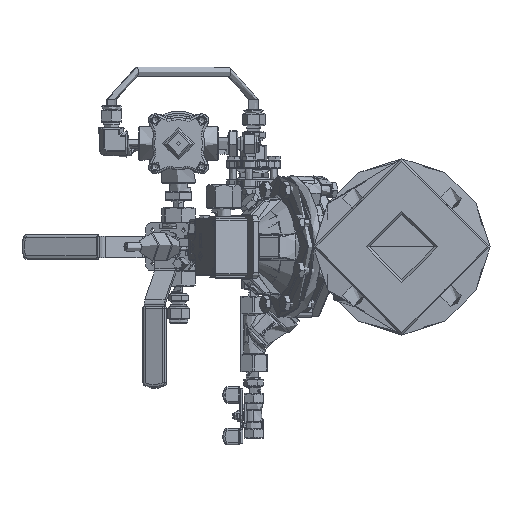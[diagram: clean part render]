
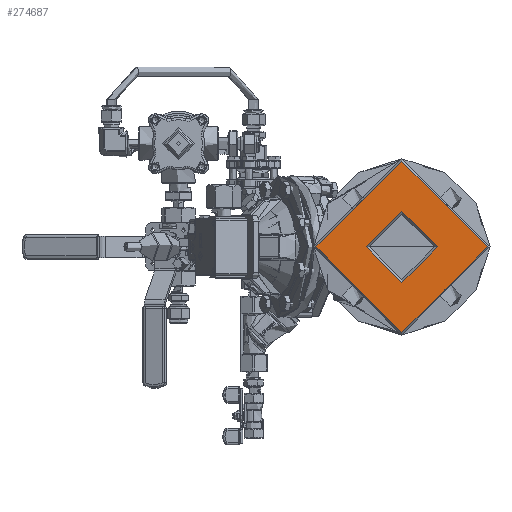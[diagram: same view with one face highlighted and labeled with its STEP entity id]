
A CAD part, left-side view. The second image highlights one B-rep face of the part: STEP entity #274687.
In plain terms, the highlighted planar face has unit normal (-1, 0, 0).
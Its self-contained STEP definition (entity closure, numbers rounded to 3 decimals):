
#6559 = DIRECTION ( 'NONE',  ( 0., 0., 1. ) ) ;
#10475 = EDGE_LOOP ( 'NONE', ( #52155 ) ) ;
#18632 = EDGE_LOOP ( 'NONE', ( #130804 ) ) ;
#20696 = VERTEX_POINT ( 'NONE', #297964 ) ;
#34496 = EDGE_LOOP ( 'NONE', ( #269693 ) ) ;
#34673 = ORIENTED_EDGE ( 'NONE', *, *, #225547, .T. ) ;
#47024 = FACE_BOUND ( 'NONE', #266416, .T. ) ;
#52155 = ORIENTED_EDGE ( 'NONE', *, *, #351080, .T. ) ;
#55188 = VERTEX_POINT ( 'NONE', #91049 ) ;
#69219 = AXIS2_PLACEMENT_3D ( 'NONE', #117232, #148712, #153543 ) ;
#75640 = DIRECTION ( 'NONE',  ( 0., 0., 1. ) ) ;
#77682 = DIRECTION ( 'NONE',  ( 1., 0., 0. ) ) ;
#82599 = FACE_BOUND ( 'NONE', #10475, .T. ) ;
#91049 = CARTESIAN_POINT ( 'NONE',  ( -133.85, -42.639, 52.139 ) ) ;
#95406 = CARTESIAN_POINT ( 'NONE',  ( -133.85, 0., 75.5 ) ) ;
#114448 = AXIS2_PLACEMENT_3D ( 'NONE', #390648, #428677, #75640 ) ;
#117232 = CARTESIAN_POINT ( 'NONE',  ( -133.85, 46., 0. ) ) ;
#118157 = FACE_BOUND ( 'NONE', #34496, .T. ) ;
#130804 = ORIENTED_EDGE ( 'NONE', *, *, #452998, .T. ) ;
#137329 = AXIS2_PLACEMENT_3D ( 'NONE', #485372, #407779, #182215 ) ;
#145748 = AXIS2_PLACEMENT_3D ( 'NONE', #365070, #213523, #287582 ) ;
#148712 = DIRECTION ( 'NONE',  ( -1., 0., 0. ) ) ;
#153543 = DIRECTION ( 'NONE',  ( 0., 0., 1. ) ) ;
#173842 = EDGE_CURVE ( 'NONE', #263286, #263286, #364654, .T. ) ;
#178864 = CARTESIAN_POINT ( 'NONE',  ( -133.85, 0., 0. ) ) ;
#182215 = DIRECTION ( 'NONE',  ( 0., 0., 1. ) ) ;
#183755 = CARTESIAN_POINT ( 'NONE',  ( -133.85, 42.639, -33.139 ) ) ;
#193020 = PLANE ( 'NONE',  #69219 ) ;
#194755 = FACE_OUTER_BOUND ( 'NONE', #304582, .T. ) ;
#196298 = VERTEX_POINT ( 'NONE', #206415 ) ;
#197695 = VERTEX_POINT ( 'NONE', #183755 ) ;
#203590 = ORIENTED_EDGE ( 'NONE', *, *, #241799, .T. ) ;
#206335 = ORIENTED_EDGE ( 'NONE', *, *, #173842, .T. ) ;
#206415 = CARTESIAN_POINT ( 'NONE',  ( -133.85, 42.639, 52.139 ) ) ;
#213446 = AXIS2_PLACEMENT_3D ( 'NONE', #384029, #77682, #230896 ) ;
#213523 = DIRECTION ( 'NONE',  ( 1., 0., 0. ) ) ;
#225547 = EDGE_CURVE ( 'NONE', #20696, #20696, #285361, .T. ) ;
#226074 = DIRECTION ( 'NONE',  ( 1., 0., 0. ) ) ;
#227401 = EDGE_LOOP ( 'NONE', ( #34673 ) ) ;
#230896 = DIRECTION ( 'NONE',  ( 0., 0., 1. ) ) ;
#241799 = EDGE_CURVE ( 'NONE', #197695, #197695, #342136, .T. ) ;
#252939 = DIRECTION ( 'NONE',  ( 0., 0., 1. ) ) ;
#253250 = CIRCLE ( 'NONE', #145748, 9.5 ) ;
#263286 = VERTEX_POINT ( 'NONE', #95406 ) ;
#266416 = EDGE_LOOP ( 'NONE', ( #203590 ) ) ;
#269693 = ORIENTED_EDGE ( 'NONE', *, *, #391127, .T. ) ;
#274687 = ADVANCED_FACE ( 'NONE', ( #47024, #471884, #82599, #118157, #194755, #412582 ), #193020, .T. ) ;
#285361 = CIRCLE ( 'NONE', #137329, 31.5 ) ;
#287582 = DIRECTION ( 'NONE',  ( 0., 0., 1. ) ) ;
#297964 = CARTESIAN_POINT ( 'NONE',  ( -133.85, 0., 31.5 ) ) ;
#300133 = CARTESIAN_POINT ( 'NONE',  ( -133.85, -42.639, 42.639 ) ) ;
#304582 = EDGE_LOOP ( 'NONE', ( #206335 ) ) ;
#317374 = CIRCLE ( 'NONE', #356714, 9.5 ) ;
#342136 = CIRCLE ( 'NONE', #114448, 9.5 ) ;
#351080 = EDGE_CURVE ( 'NONE', #55188, #55188, #317374, .T. ) ;
#356714 = AXIS2_PLACEMENT_3D ( 'NONE', #300133, #226074, #6559 ) ;
#364654 = CIRCLE ( 'NONE', #377137, 75.5 ) ;
#365070 = CARTESIAN_POINT ( 'NONE',  ( -133.85, 42.639, 42.639 ) ) ;
#377137 = AXIS2_PLACEMENT_3D ( 'NONE', #178864, #440881, #252939 ) ;
#384029 = CARTESIAN_POINT ( 'NONE',  ( -133.85, -42.639, -42.639 ) ) ;
#390648 = CARTESIAN_POINT ( 'NONE',  ( -133.85, 42.639, -42.639 ) ) ;
#391127 = EDGE_CURVE ( 'NONE', #196298, #196298, #253250, .T. ) ;
#393017 = CARTESIAN_POINT ( 'NONE',  ( -133.85, -42.639, -33.139 ) ) ;
#407779 = DIRECTION ( 'NONE',  ( 1., 0., 0. ) ) ;
#412582 = FACE_BOUND ( 'NONE', #227401, .T. ) ;
#428677 = DIRECTION ( 'NONE',  ( 1., 0., 0. ) ) ;
#440881 = DIRECTION ( 'NONE',  ( -1., 0., 0. ) ) ;
#446678 = CIRCLE ( 'NONE', #213446, 9.5 ) ;
#449234 = VERTEX_POINT ( 'NONE', #393017 ) ;
#452998 = EDGE_CURVE ( 'NONE', #449234, #449234, #446678, .T. ) ;
#471884 = FACE_BOUND ( 'NONE', #18632, .T. ) ;
#485372 = CARTESIAN_POINT ( 'NONE',  ( -133.85, 0., 0. ) ) ;
